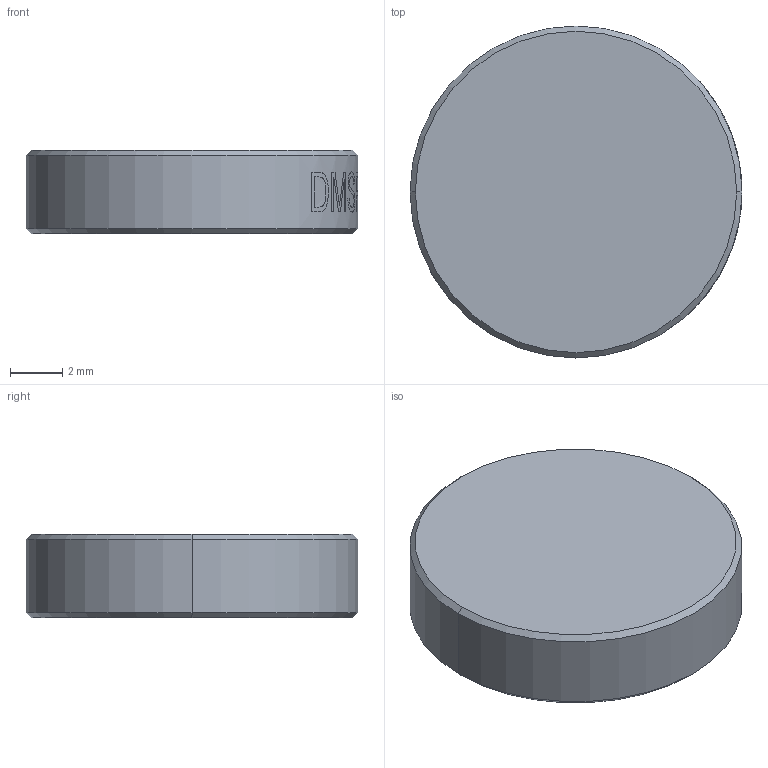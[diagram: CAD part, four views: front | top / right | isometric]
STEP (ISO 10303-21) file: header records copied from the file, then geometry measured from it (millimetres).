
FILE_DESCRIPTION (( 'STEP AP203' ), '1' );
FILE_NAME ('TTN045286-E0W.STEP', '2016-06-20T19:01:04', ( 'admin' ), ( '' ), 'SwSTEP 2.0', 'SolidWorks 2016', '' );
FILE_SCHEMA (( 'CONFIG_CONTROL_DESIGN' ));
Length unit declared in the file: millimetre
Products named in the file (1): TTN045286-E0W
Bounding box: 12.7 x 12.7 x 3.2 mm (x, y, z)
Volume: 403.8 mm3; surface area: 371.6 mm2
Topology: 1 solids, 1 shells, 22 faces, 137 edges, 131 vertices
Faces by surface type: cylinder 16, cone 4, plane 2
Entity records: 2734 total; most frequent: CARTESIAN_POINT 1659, ORIENTED_EDGE 274, EDGE_CURVE 137, VERTEX_POINT 131, DIRECTION 125, B_SPLINE_CURVE_WITH_KNOTS 86, AXIS2_PLACEMENT_3D 51, EDGE_LOOP 36
